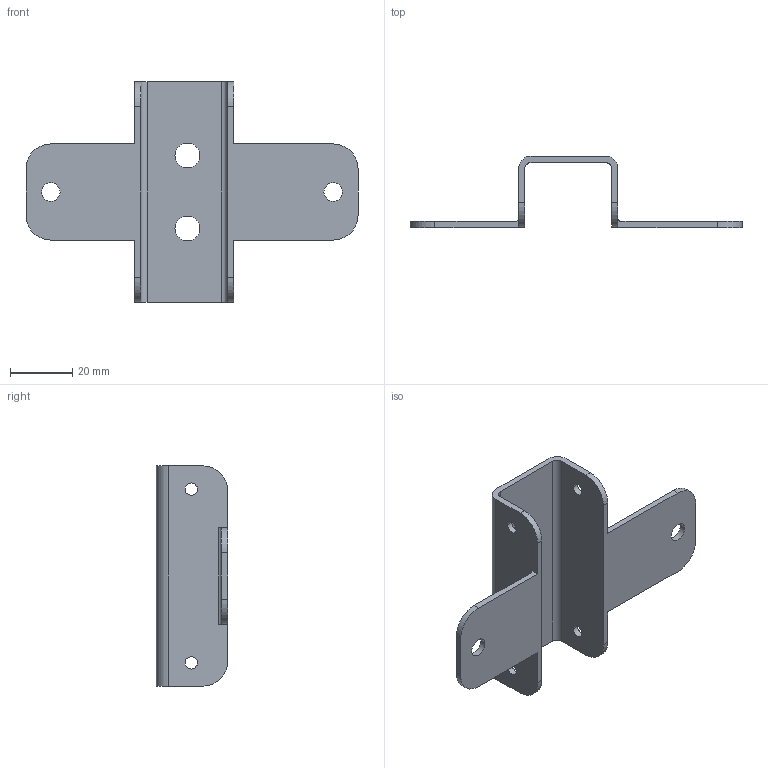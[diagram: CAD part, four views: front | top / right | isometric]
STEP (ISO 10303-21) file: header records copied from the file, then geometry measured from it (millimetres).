
FILE_DESCRIPTION((''),'2;1');
FILE_NAME('001338201_UW_BCU_23','2023-02-14T10:50:50',('klemen.sitar'),('Audax d.o.o.'),'CREO PARAMETRIC BY PTC INC, 2021304','CREO PARAMETRIC BY PTC INC, 2021304','');
FILE_SCHEMA(('AP242_MANAGED_MODEL_BASED_3D_ENGINEERING_MIM_LF { 1 0 10303 442 1 1 4 }'));
Length unit declared in the file: millimetre
Products named in the file (1): 001338201_UW_BCU_23
Bounding box: 107 x 23 x 71 mm (x, y, z)
Volume: 14171.2 mm3; surface area: 15223.3 mm2
Topology: 1 solids, 1 shells, 48 faces, 138 edges, 92 vertices
Faces by surface type: cylinder 30, plane 18
Entity records: 2229 total; most frequent: DIRECTION 296, CARTESIAN_POINT 281, ORIENTED_EDGE 276, PRESENTATION_STYLE_ASSIGNMENT 140, STYLED_ITEM 140, CURVE_STYLE 139, EDGE_CURVE 138, AXIS2_PLACEMENT_3D 109
